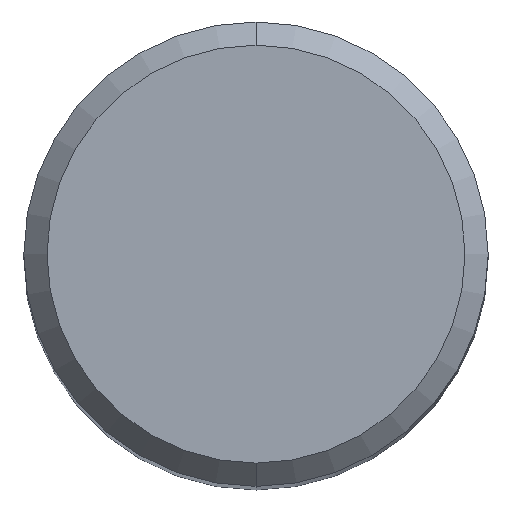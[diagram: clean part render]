
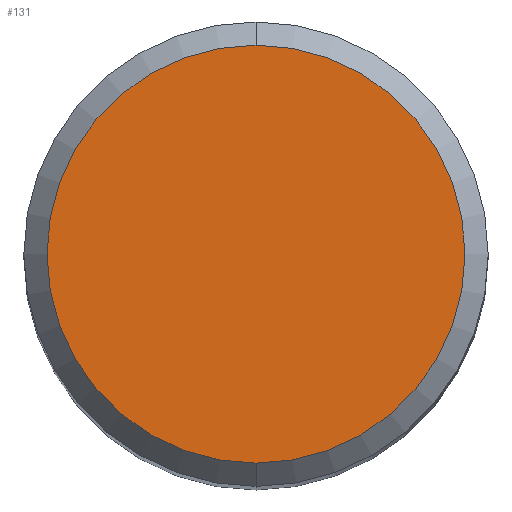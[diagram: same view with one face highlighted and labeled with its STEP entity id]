
A CAD part, top view. The second image highlights one B-rep face of the part: STEP entity #131.
In plain terms, the highlighted planar face has unit normal (0, 0, 1).
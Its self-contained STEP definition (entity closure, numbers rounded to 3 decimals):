
#131=ADVANCED_FACE('',(#286),#287,.T.);
#137=VERTEX_POINT('',#293);
#151=EDGE_CURVE('',#137,#203,#311,.T.);
#203=VERTEX_POINT('',#367);
#217=EDGE_CURVE('',#203,#137,#384,.T.);
#286=FACE_OUTER_BOUND('',#455,.T.);
#287=PLANE('',#456);
#293=CARTESIAN_POINT('',(0.,-4.5,0.0));
#311=CIRCLE('',#486,4.5);
#367=CARTESIAN_POINT('',(0.0,4.5,0.0));
#384=CIRCLE('',#579,4.5);
#455=EDGE_LOOP('',(#655,#656));
#456=AXIS2_PLACEMENT_3D('',#657,#658,#659);
#486=AXIS2_PLACEMENT_3D('',#699,#700,#701);
#579=AXIS2_PLACEMENT_3D('',#777,#778,#779);
#655=ORIENTED_EDGE('',*,*,#217,.F.);
#656=ORIENTED_EDGE('',*,*,#151,.F.);
#657=CARTESIAN_POINT('',(0.0,2.25,0.0));
#658=DIRECTION('',(-0.0,0.0,1.0));
#659=DIRECTION('',(0.0,-1.0,0.0));
#699=CARTESIAN_POINT('',(0.0,0.0,0.0));
#700=DIRECTION('',(0.0,0.0,-1.0));
#701=DIRECTION('',(0.0,1.0,0.0));
#777=CARTESIAN_POINT('',(0.0,0.0,0.0));
#778=DIRECTION('',(0.0,0.0,-1.0));
#779=DIRECTION('',(0.0,1.0,0.0));
